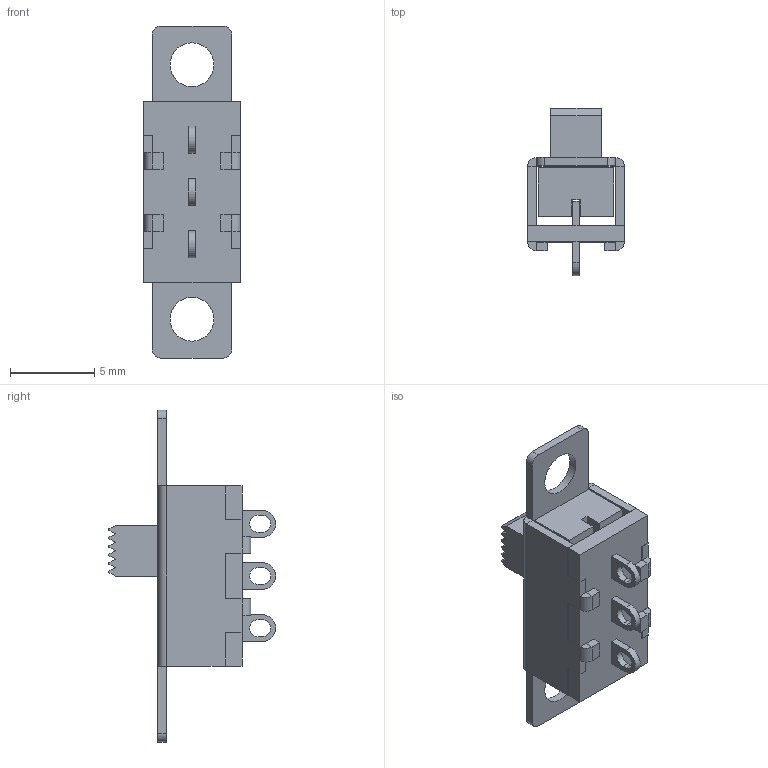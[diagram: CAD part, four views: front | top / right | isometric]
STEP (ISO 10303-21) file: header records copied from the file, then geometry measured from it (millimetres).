
FILE_DESCRIPTION(/* description */ (''),/* implementation_level */ '2;1');
FILE_NAME(/* name */ 'SPDT_Mini_Switch.step',/* time_stamp */ '2020-11-29T18:08:16-05:00',/* author */ (''),/* organization */ (''),/* preprocessor_version */ 'ST-DEVELOPER v18.1',/* originating_system */ 'Autodesk Translation Framework v9.3.0.1241',/* authorisation */ '');
FILE_SCHEMA (('AUTOMOTIVE_DESIGN { 1 0 10303 214 3 1 1 }'));
Length unit declared in the file: millimetre
Products named in the file (4): SPDT Mini Switch; PCB; Housing; Switch
Assembly tree (3 placements, depth 2):
  SPDT Mini Switch
    PCB
    Housing
    Switch
Bounding box: 5.72 x 9.94 x 19.7 mm (x, y, z)
Volume: 265.9 mm3; surface area: 839 mm2
Topology: 8 solids, 8 shells, 228 faces, 585 edges, 374 vertices
Faces by surface type: plane 183, cylinder 45
Full cylindrical faces by diameter (mm): 2.6 x2
Entity records: 6971 total; most frequent: CARTESIAN_POINT 1194, ORIENTED_EDGE 1170, DIRECTION 1145, EDGE_CURVE 585, LINE 495, VECTOR 495, VERTEX_POINT 374, AXIS2_PLACEMENT_3D 325
